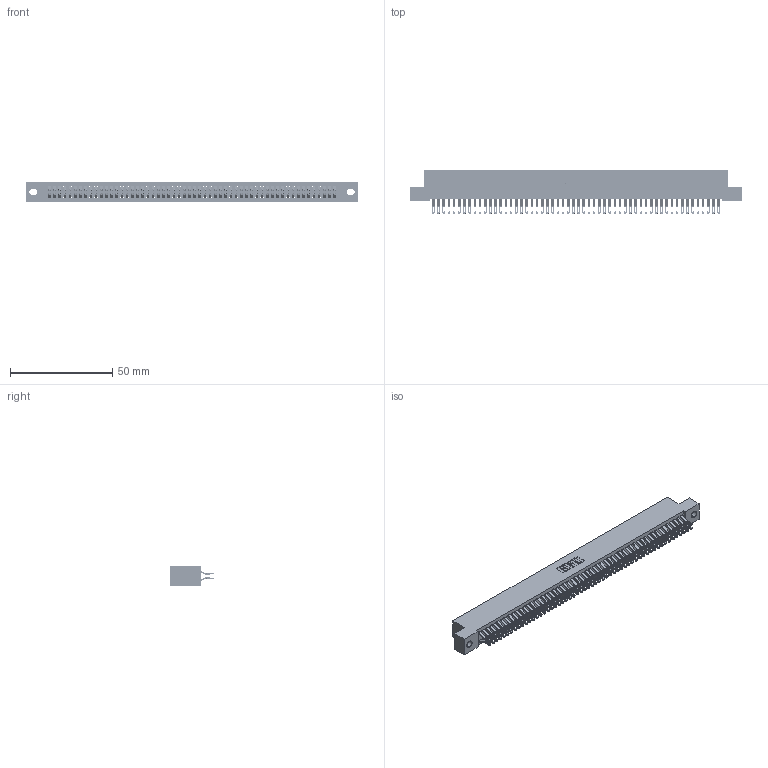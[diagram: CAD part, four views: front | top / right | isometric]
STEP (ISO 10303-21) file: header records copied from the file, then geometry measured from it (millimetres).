
FILE_DESCRIPTION (( 'STEP AP203' ), '1' );
FILE_NAME ('342-112-555-202.STEP', '2019-10-04T21:05:25', ( '' ), ( '' ), 'SwSTEP 2.0', 'SolidWorks 2016', '' );
FILE_SCHEMA (( 'CONFIG_CONTROL_DESIGN' ));
Length unit declared in the file: inch
Products named in the file (3): 342 Part_.128 Slot; 345-292-001_555 Tail; 342-112-555-202
Assembly tree (113 placements, depth 2):
  342-112-555-202
    342 Part_.128 Slot
    345-292-001_555 Tail  x112
Bounding box: 162.56 x 21.47 x 9.4 mm (x, y, z)
Volume: 14931.4 mm3; surface area: 25492.6 mm2
Topology: 113 solids, 113 shells, 6610 faces, 20807 edges, 13870 vertices
Faces by surface type: plane 3878, cylinder 2732
Entity records: 34545 total; most frequent: CARTESIAN_POINT 5744, ORIENTED_EDGE 5650, DIRECTION 4853, EDGE_CURVE 2825, VECTOR 2677, LINE 2677, VERTEX_POINT 1882, AXIS2_PLACEMENT_3D 1088
